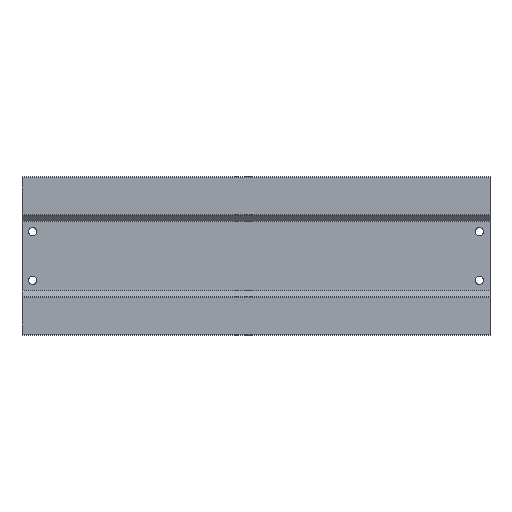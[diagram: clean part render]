
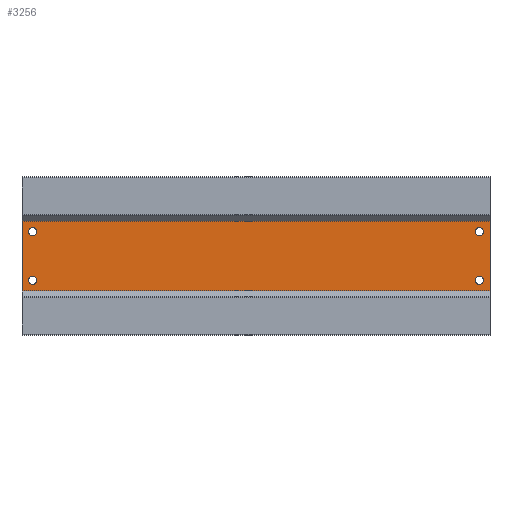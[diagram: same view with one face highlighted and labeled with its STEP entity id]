
A CAD part, front view. The second image highlights one B-rep face of the part: STEP entity #3256.
In plain terms, the highlighted planar face has unit normal (0, -1, 0).
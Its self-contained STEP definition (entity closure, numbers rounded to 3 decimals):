
#19 = CARTESIAN_POINT ( 'NONE',  ( -147., -15., 16. ) ) ;
#39 = AXIS2_PLACEMENT_3D ( 'NONE', #4820, #1890, #5327 ) ;
#88 = CIRCLE ( 'NONE', #3906, 2.75 ) ;
#247 = CARTESIAN_POINT ( 'NONE',  ( 147., -15., 16. ) ) ;
#266 = EDGE_CURVE ( 'NONE', #3941, #3395, #940, .T. ) ;
#300 = CARTESIAN_POINT ( 'NONE',  ( -154., -15., 23. ) ) ;
#332 = DIRECTION ( 'NONE',  ( 0., 1., 0. ) ) ;
#334 = EDGE_LOOP ( 'NONE', ( #4106, #2946, #6030, #4217 ) ) ;
#458 = DIRECTION ( 'NONE',  ( 0., 0., 1. ) ) ;
#511 = ORIENTED_EDGE ( 'NONE', *, *, #4345, .T. ) ;
#622 = LINE ( 'NONE', #4685, #3147 ) ;
#638 = EDGE_CURVE ( 'NONE', #4627, #1912, #1261, .T. ) ;
#728 = CARTESIAN_POINT ( 'NONE',  ( 154., -15., 22.793 ) ) ;
#732 = DIRECTION ( 'NONE',  ( 0., 0., 1. ) ) ;
#761 = FACE_BOUND ( 'NONE', #1819, .T. ) ;
#769 = DIRECTION ( 'NONE',  ( 0., 1., 0. ) ) ;
#799 = CARTESIAN_POINT ( 'NONE',  ( -154., -15., -22.793 ) ) ;
#935 = CARTESIAN_POINT ( 'NONE',  ( 147., -15., 18.75 ) ) ;
#940 = CIRCLE ( 'NONE', #5981, 2.75 ) ;
#1261 = CIRCLE ( 'NONE', #3072, 2.75 ) ;
#1387 = AXIS2_PLACEMENT_3D ( 'NONE', #4544, #1618, #5051 ) ;
#1415 = EDGE_CURVE ( 'NONE', #3144, #2928, #4752, .T. ) ;
#1459 = AXIS2_PLACEMENT_3D ( 'NONE', #300, #332, #3681 ) ;
#1500 = AXIS2_PLACEMENT_3D ( 'NONE', #247, #3600, #732 ) ;
#1539 = CARTESIAN_POINT ( 'NONE',  ( 147., -15., 16. ) ) ;
#1558 = CARTESIAN_POINT ( 'NONE',  ( -147., -15., -18.75 ) ) ;
#1574 = VECTOR ( 'NONE', #3831, 1000. ) ;
#1618 = DIRECTION ( 'NONE',  ( 0., 1., 0. ) ) ;
#1628 = CARTESIAN_POINT ( 'NONE',  ( -147., -15., -13.25 ) ) ;
#1642 = ORIENTED_EDGE ( 'NONE', *, *, #5737, .T. ) ;
#1736 = LINE ( 'NONE', #2008, #2862 ) ;
#1756 = DIRECTION ( 'NONE',  ( 0., 0., 1. ) ) ;
#1819 = EDGE_LOOP ( 'NONE', ( #2031, #3919 ) ) ;
#1875 = LINE ( 'NONE', #5823, #1574 ) ;
#1890 = DIRECTION ( 'NONE',  ( 0., 1., 0. ) ) ;
#1897 = AXIS2_PLACEMENT_3D ( 'NONE', #4899, #1969, #5414 ) ;
#1912 = VERTEX_POINT ( 'NONE', #935 ) ;
#1969 = DIRECTION ( 'NONE',  ( 0., 1., 0. ) ) ;
#2008 = CARTESIAN_POINT ( 'NONE',  ( 154., -15., -22.793 ) ) ;
#2020 = DIRECTION ( 'NONE',  ( 0., 0., 1. ) ) ;
#2021 = FACE_BOUND ( 'NONE', #6189, .T. ) ;
#2031 = ORIENTED_EDGE ( 'NONE', *, *, #2594, .T. ) ;
#2197 = CARTESIAN_POINT ( 'NONE',  ( -154., -15., 22.793 ) ) ;
#2224 = PLANE ( 'NONE',  #1459 ) ;
#2568 = VERTEX_POINT ( 'NONE', #1628 ) ;
#2569 = CARTESIAN_POINT ( 'NONE',  ( 147., -15., -13.25 ) ) ;
#2594 = EDGE_CURVE ( 'NONE', #1912, #4627, #5581, .T. ) ;
#2699 = CIRCLE ( 'NONE', #1897, 2.75 ) ;
#2797 = EDGE_LOOP ( 'NONE', ( #1642, #511 ) ) ;
#2860 = EDGE_CURVE ( 'NONE', #4536, #5437, #1875, .T. ) ;
#2862 = VECTOR ( 'NONE', #4957, 1000. ) ;
#2928 = VERTEX_POINT ( 'NONE', #5369 ) ;
#2946 = ORIENTED_EDGE ( 'NONE', *, *, #3763, .T. ) ;
#2986 = DIRECTION ( 'NONE',  ( 0., 0., 1. ) ) ;
#3072 = AXIS2_PLACEMENT_3D ( 'NONE', #1539, #4966, #2020 ) ;
#3144 = VERTEX_POINT ( 'NONE', #2569 ) ;
#3147 = VECTOR ( 'NONE', #1756, 1000. ) ;
#3214 = EDGE_CURVE ( 'NONE', #3395, #3941, #4938, .T. ) ;
#3256 = ADVANCED_FACE ( 'NONE', ( #3294, #5097, #2021, #761, #5789 ), #2224, .F. ) ;
#3262 = EDGE_CURVE ( 'NONE', #5659, #4248, #622, .T. ) ;
#3269 = CARTESIAN_POINT ( 'NONE',  ( -147., -15., 13.25 ) ) ;
#3294 = FACE_BOUND ( 'NONE', #2797, .T. ) ;
#3314 = DIRECTION ( 'NONE',  ( 0., 1., 0. ) ) ;
#3395 = VERTEX_POINT ( 'NONE', #3269 ) ;
#3558 = EDGE_LOOP ( 'NONE', ( #4181, #6308 ) ) ;
#3600 = DIRECTION ( 'NONE',  ( 0., 1., 0. ) ) ;
#3638 = CARTESIAN_POINT ( 'NONE',  ( -147., -15., 16. ) ) ;
#3681 = DIRECTION ( 'NONE',  ( 0., 0., 1. ) ) ;
#3763 = EDGE_CURVE ( 'NONE', #4248, #5437, #5864, .T. ) ;
#3831 = DIRECTION ( 'NONE',  ( 0., 0., 1. ) ) ;
#3906 = AXIS2_PLACEMENT_3D ( 'NONE', #6271, #3314, #458 ) ;
#3919 = ORIENTED_EDGE ( 'NONE', *, *, #638, .T. ) ;
#3922 = EDGE_CURVE ( 'NONE', #2928, #3144, #88, .T. ) ;
#3941 = VERTEX_POINT ( 'NONE', #4314 ) ;
#4106 = ORIENTED_EDGE ( 'NONE', *, *, #3262, .T. ) ;
#4133 = DIRECTION ( 'NONE',  ( 0., 0., 1. ) ) ;
#4134 = EDGE_CURVE ( 'NONE', #4536, #5659, #1736, .T. ) ;
#4181 = ORIENTED_EDGE ( 'NONE', *, *, #266, .T. ) ;
#4217 = ORIENTED_EDGE ( 'NONE', *, *, #4134, .T. ) ;
#4248 = VERTEX_POINT ( 'NONE', #728 ) ;
#4281 = VERTEX_POINT ( 'NONE', #1558 ) ;
#4314 = CARTESIAN_POINT ( 'NONE',  ( -147., -15., 18.75 ) ) ;
#4345 = EDGE_CURVE ( 'NONE', #4281, #2568, #4404, .T. ) ;
#4372 = VECTOR ( 'NONE', #5628, 1000. ) ;
#4404 = CIRCLE ( 'NONE', #1387, 2.75 ) ;
#4517 = AXIS2_PLACEMENT_3D ( 'NONE', #3638, #769, #4133 ) ;
#4536 = VERTEX_POINT ( 'NONE', #799 ) ;
#4544 = CARTESIAN_POINT ( 'NONE',  ( -147., -15., -16. ) ) ;
#4627 = VERTEX_POINT ( 'NONE', #5751 ) ;
#4685 = CARTESIAN_POINT ( 'NONE',  ( 154., -15., 23. ) ) ;
#4752 = CIRCLE ( 'NONE', #39, 2.75 ) ;
#4820 = CARTESIAN_POINT ( 'NONE',  ( 147., -15., -16. ) ) ;
#4899 = CARTESIAN_POINT ( 'NONE',  ( -147., -15., -16. ) ) ;
#4938 = CIRCLE ( 'NONE', #4517, 2.75 ) ;
#4957 = DIRECTION ( 'NONE',  ( 1., 0., 0. ) ) ;
#4966 = DIRECTION ( 'NONE',  ( 0., 1., 0. ) ) ;
#5051 = DIRECTION ( 'NONE',  ( 0., 0., 1. ) ) ;
#5097 = FACE_BOUND ( 'NONE', #3558, .T. ) ;
#5151 = ORIENTED_EDGE ( 'NONE', *, *, #1415, .T. ) ;
#5327 = DIRECTION ( 'NONE',  ( 0., 0., 1. ) ) ;
#5369 = CARTESIAN_POINT ( 'NONE',  ( 147., -15., -18.75 ) ) ;
#5414 = DIRECTION ( 'NONE',  ( 0., 0., 1. ) ) ;
#5437 = VERTEX_POINT ( 'NONE', #5520 ) ;
#5520 = CARTESIAN_POINT ( 'NONE',  ( -154., -15., 22.793 ) ) ;
#5581 = CIRCLE ( 'NONE', #1500, 2.75 ) ;
#5628 = DIRECTION ( 'NONE',  ( -1., 0., 0. ) ) ;
#5659 = VERTEX_POINT ( 'NONE', #6291 ) ;
#5737 = EDGE_CURVE ( 'NONE', #2568, #4281, #2699, .T. ) ;
#5751 = CARTESIAN_POINT ( 'NONE',  ( 147., -15., 13.25 ) ) ;
#5789 = FACE_OUTER_BOUND ( 'NONE', #334, .T. ) ;
#5823 = CARTESIAN_POINT ( 'NONE',  ( -154., -15., 23. ) ) ;
#5864 = LINE ( 'NONE', #2197, #4372 ) ;
#5912 = DIRECTION ( 'NONE',  ( 0., 1., 0. ) ) ;
#5981 = AXIS2_PLACEMENT_3D ( 'NONE', #19, #5912, #2986 ) ;
#6030 = ORIENTED_EDGE ( 'NONE', *, *, #2860, .F. ) ;
#6075 = ORIENTED_EDGE ( 'NONE', *, *, #3922, .T. ) ;
#6189 = EDGE_LOOP ( 'NONE', ( #5151, #6075 ) ) ;
#6271 = CARTESIAN_POINT ( 'NONE',  ( 147., -15., -16. ) ) ;
#6291 = CARTESIAN_POINT ( 'NONE',  ( 154., -15., -22.793 ) ) ;
#6308 = ORIENTED_EDGE ( 'NONE', *, *, #3214, .T. ) ;
